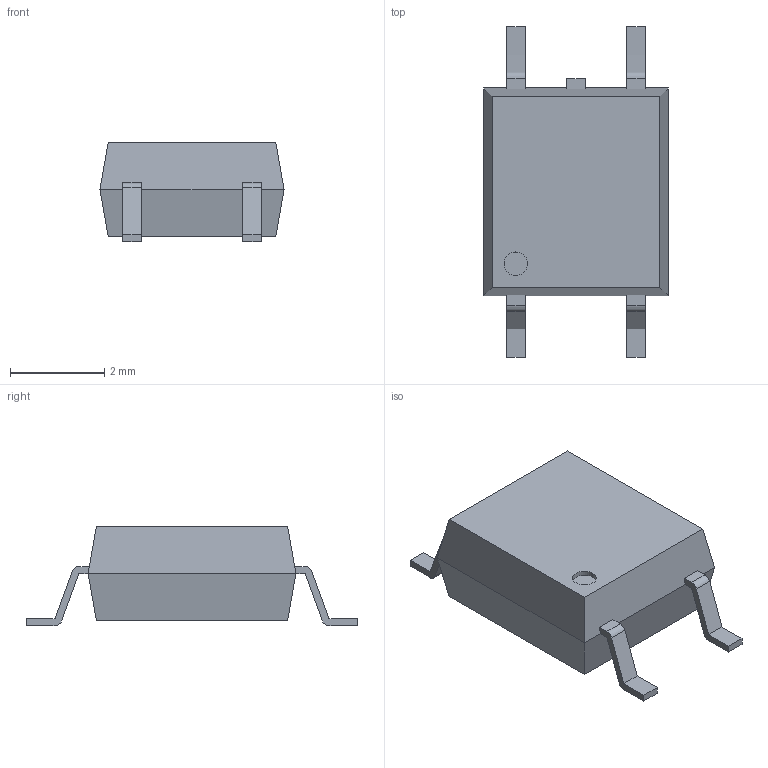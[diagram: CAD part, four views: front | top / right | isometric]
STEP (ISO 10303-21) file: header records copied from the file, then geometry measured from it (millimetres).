
FILE_DESCRIPTION (( 'STEP AP214' ), '1' );
FILE_NAME ('2.54SOP4.STEP', '2017-12-27T02:17:56', ( '微软用户' ), ( '微软中国' ), 'SwSTEP 2.0', 'SolidWorks 2015', '' );
FILE_SCHEMA (( 'AUTOMOTIVE_DESIGN' ));
Length unit declared in the file: millimetre
Products named in the file (1): 2.54SOP4
Bounding box: 3.9 x 7 x 2.1 mm (x, y, z)
Volume: 32 mm3; surface area: 71 mm2
Topology: 6 solids, 6 shells, 67 faces, 158 edges, 104 vertices
Faces by surface type: plane 57, cylinder 10
Entity records: 2375 total; most frequent: CARTESIAN_POINT 330, ORIENTED_EDGE 316, DIRECTION 314, EDGE_CURVE 158, VECTOR 138, LINE 138, VERTEX_POINT 104, AXIS2_PLACEMENT_3D 88
